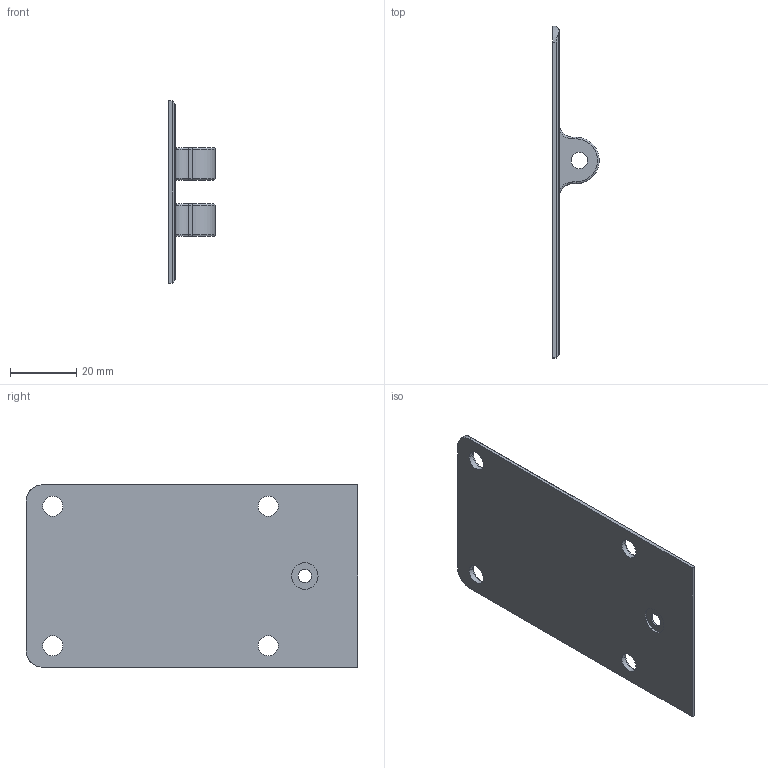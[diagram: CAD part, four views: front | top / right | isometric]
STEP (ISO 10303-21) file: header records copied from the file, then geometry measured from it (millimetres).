
FILE_DESCRIPTION(('CATIA V5 STEP Exchange'),'2;1');
FILE_NAME('Base_B.stp','2019-06-18T07:40:46+00:00',('none'),('none'),'CATIA Version 5-6 Release 2015 SP4 HF8','CATIA V5 STEP AP203','none');
FILE_SCHEMA(('CONFIG_CONTROL_DESIGN'));
Length unit declared in the file: millimetre
Products named in the file (1): Base_B
Bounding box: 14 x 100 x 55 mm (x, y, z)
Volume: 12998.4 mm3; surface area: 12431.6 mm2
Topology: 1 solids, 1 shells, 80 faces, 210 edges, 136 vertices
Faces by surface type: cylinder 38, torus 22, plane 20
Entity records: 2534 total; most frequent: CARTESIAN_POINT 602, ORIENTED_EDGE 420, DIRECTION 316, EDGE_CURVE 210, AXIS2_PLACEMENT_3D 176, VERTEX_POINT 136, CIRCLE 106, EDGE_LOOP 98
